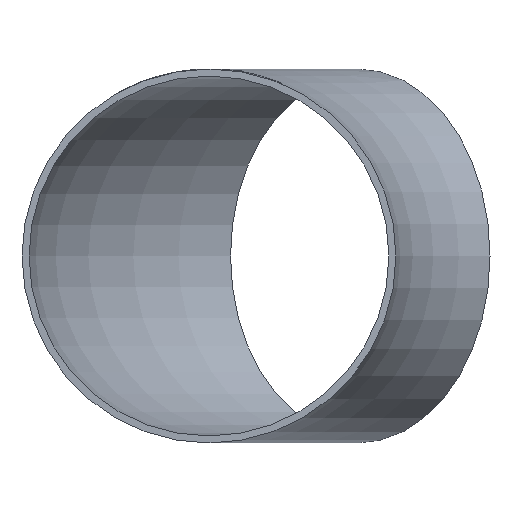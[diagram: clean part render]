
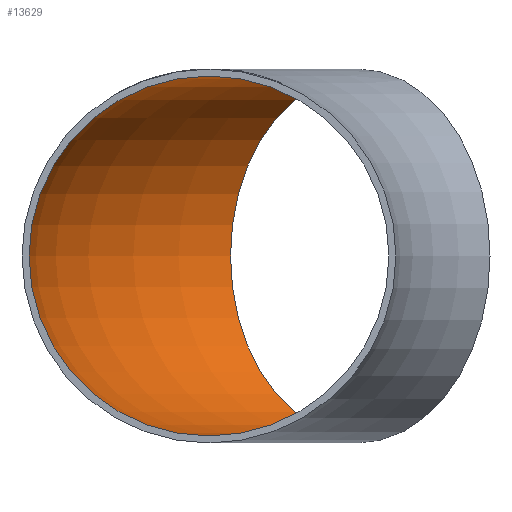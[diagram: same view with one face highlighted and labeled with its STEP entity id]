
A CAD part, front view. The second image highlights one B-rep face of the part: STEP entity #13629.
In plain terms, the highlighted toroidal (fillet/blend) face has major radius 216 mm and minor radius 76.5 mm.
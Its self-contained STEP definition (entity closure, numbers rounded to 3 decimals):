
#134 = DIRECTION ( 'NONE',  ( 0.707, 0.707, 0. ) ) ;
#516 = EDGE_CURVE ( 'NONE', #1825, #1825, #4607, .T. ) ;
#1236 = FACE_OUTER_BOUND ( 'NONE', #13563, .T. ) ;
#1359 = DIRECTION ( 'NONE',  ( 0., 0., -1. ) ) ;
#1494 = CARTESIAN_POINT ( 'NONE',  ( -216., 0., 0. ) ) ;
#1602 = DIRECTION ( 'NONE',  ( -0.707, 0.707, 0. ) ) ;
#1825 = VERTEX_POINT ( 'NONE', #9375 ) ;
#2346 = EDGE_LOOP ( 'NONE', ( #3754 ) ) ;
#3754 = ORIENTED_EDGE ( 'NONE', *, *, #516, .F. ) ;
#4607 = CIRCLE ( 'NONE', #20750, 76.5 ) ;
#5200 = DIRECTION ( 'NONE',  ( -1., 0., 0. ) ) ;
#6721 = TOROIDAL_SURFACE ( 'NONE', #20494, 216., 76.5 ) ;
#9375 = CARTESIAN_POINT ( 'NONE',  ( -216., 0., 76.5 ) ) ;
#13538 = ORIENTED_EDGE ( 'NONE', *, *, #13985, .T. ) ;
#13563 = EDGE_LOOP ( 'NONE', ( #13538 ) ) ;
#13629 = ADVANCED_FACE ( 'NONE', ( #1236, #16308 ), #6721, .F. ) ;
#13985 = EDGE_CURVE ( 'NONE', #14687, #14687, #19340, .T. ) ;
#14687 = VERTEX_POINT ( 'NONE', #16649 ) ;
#15318 = CARTESIAN_POINT ( 'NONE',  ( -152.735, 152.735, 0. ) ) ;
#16067 = CARTESIAN_POINT ( 'NONE',  ( 0., 0., 0. ) ) ;
#16308 = FACE_OUTER_BOUND ( 'NONE', #2346, .T. ) ;
#16557 = DIRECTION ( 'NONE',  ( 0., 0., 1. ) ) ;
#16649 = CARTESIAN_POINT ( 'NONE',  ( -206.829, 206.829, 0. ) ) ;
#19324 = AXIS2_PLACEMENT_3D ( 'NONE', #15318, #134, #1602 ) ;
#19340 = CIRCLE ( 'NONE', #19324, 76.5 ) ;
#20494 = AXIS2_PLACEMENT_3D ( 'NONE', #16067, #1359, #5200 ) ;
#20750 = AXIS2_PLACEMENT_3D ( 'NONE', #1494, #22228, #16557 ) ;
#22228 = DIRECTION ( 'NONE',  ( 0., 1., 0. ) ) ;
